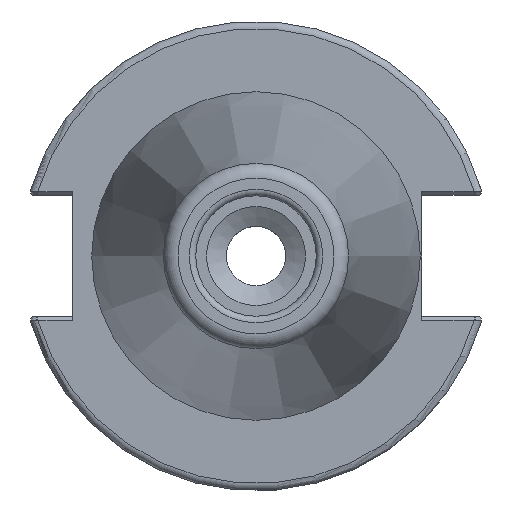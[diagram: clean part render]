
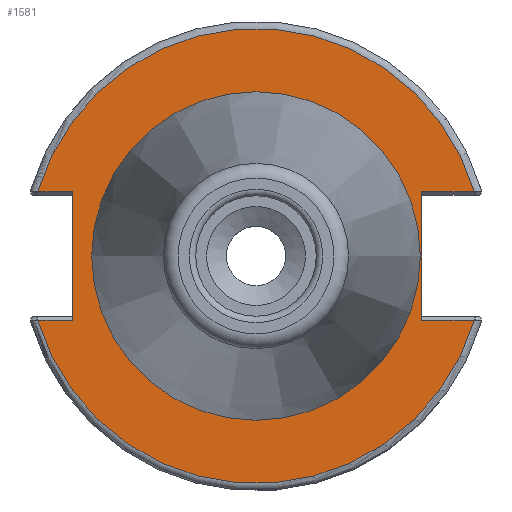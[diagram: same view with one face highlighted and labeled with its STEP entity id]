
A CAD part, left-side view. The second image highlights one B-rep face of the part: STEP entity #1581.
In plain terms, the highlighted planar face has unit normal (-1, 0, 0).
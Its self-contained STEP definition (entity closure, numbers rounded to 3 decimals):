
#66=FACE_BOUND('',#317,.T.);
#75=PLANE('',#1727);
#142=CIRCLE('',#1726,30.775);
#143=CIRCLE('',#1728,30.775);
#144=CIRCLE('',#1729,22.225);
#145=CIRCLE('',#1730,22.225);
#224=FACE_OUTER_BOUND('',#316,.T.);
#316=EDGE_LOOP('',(#1172,#1173,#1174,#1175,#1176,#1177,#1178,#1179));
#317=EDGE_LOOP('',(#1180,#1181));
#403=LINE('',#2523,#502);
#405=LINE('',#2591,#504);
#406=LINE('',#2593,#505);
#407=LINE('',#2597,#506);
#408=LINE('',#2599,#507);
#409=LINE('',#2600,#508);
#502=VECTOR('',#1951,10.);
#504=VECTOR('',#1969,10.);
#505=VECTOR('',#1970,10.);
#506=VECTOR('',#1973,10.);
#507=VECTOR('',#1974,10.);
#508=VECTOR('',#1975,10.);
#672=VERTEX_POINT('',#2516);
#675=VERTEX_POINT('',#2521);
#681=VERTEX_POINT('',#2569);
#683=VERTEX_POINT('',#2590);
#684=VERTEX_POINT('',#2592);
#685=VERTEX_POINT('',#2594);
#686=VERTEX_POINT('',#2596);
#687=VERTEX_POINT('',#2598);
#688=VERTEX_POINT('',#2601);
#689=VERTEX_POINT('',#2602);
#856=EDGE_CURVE('',#675,#672,#403,.T.);
#866=EDGE_CURVE('',#672,#681,#142,.T.);
#869=EDGE_CURVE('',#675,#683,#405,.T.);
#870=EDGE_CURVE('',#684,#683,#406,.T.);
#871=EDGE_CURVE('',#685,#684,#143,.T.);
#872=EDGE_CURVE('',#686,#685,#407,.T.);
#873=EDGE_CURVE('',#686,#687,#408,.T.);
#874=EDGE_CURVE('',#681,#687,#409,.T.);
#875=EDGE_CURVE('',#688,#689,#144,.T.);
#876=EDGE_CURVE('',#689,#688,#145,.T.);
#1172=ORIENTED_EDGE('',*,*,#856,.F.);
#1173=ORIENTED_EDGE('',*,*,#869,.T.);
#1174=ORIENTED_EDGE('',*,*,#870,.F.);
#1175=ORIENTED_EDGE('',*,*,#871,.F.);
#1176=ORIENTED_EDGE('',*,*,#872,.F.);
#1177=ORIENTED_EDGE('',*,*,#873,.T.);
#1178=ORIENTED_EDGE('',*,*,#874,.F.);
#1179=ORIENTED_EDGE('',*,*,#866,.F.);
#1180=ORIENTED_EDGE('',*,*,#875,.T.);
#1181=ORIENTED_EDGE('',*,*,#876,.T.);
#1581=ADVANCED_FACE('',(#224,#66),#75,.T.);
#1726=AXIS2_PLACEMENT_3D('',#2570,#1965,#1966);
#1727=AXIS2_PLACEMENT_3D('',#2589,#1967,#1968);
#1728=AXIS2_PLACEMENT_3D('',#2595,#1971,#1972);
#1729=AXIS2_PLACEMENT_3D('',#2603,#1976,#1977);
#1730=AXIS2_PLACEMENT_3D('',#2604,#1978,#1979);
#1951=DIRECTION('',(0.,-1.,0.));
#1965=DIRECTION('center_axis',(1.,0.,0.));
#1966=DIRECTION('ref_axis',(0.,0.,-1.));
#1967=DIRECTION('center_axis',(-1.,0.,0.));
#1968=DIRECTION('ref_axis',(0.,0.,1.));
#1969=DIRECTION('',(0.,0.,1.));
#1970=DIRECTION('',(0.,1.,0.));
#1971=DIRECTION('center_axis',(1.,0.,0.));
#1972=DIRECTION('ref_axis',(0.,0.,-1.));
#1973=DIRECTION('',(0.,1.,0.));
#1974=DIRECTION('',(0.,0.,-1.));
#1975=DIRECTION('',(0.,-1.,0.));
#1976=DIRECTION('center_axis',(1.,0.,0.));
#1977=DIRECTION('ref_axis',(0.,0.,-1.));
#1978=DIRECTION('center_axis',(1.,0.,0.));
#1979=DIRECTION('ref_axis',(0.,0.,-1.));
#2516=CARTESIAN_POINT('',(3.175,-29.523,-8.69));
#2521=CARTESIAN_POINT('',(3.175,-22.41,-8.69));
#2523=CARTESIAN_POINT('',(3.175,-4.878,-8.69));
#2569=CARTESIAN_POINT('',(3.175,29.523,-8.69));
#2570=CARTESIAN_POINT('Origin',(3.175,0.,
0.));
#2589=CARTESIAN_POINT('Origin',(3.175,30.775,0.));
#2590=CARTESIAN_POINT('',(3.175,-22.41,8.69));
#2591=CARTESIAN_POINT('',(3.175,-22.41,-4.095));
#2592=CARTESIAN_POINT('',(3.175,-29.523,8.69));
#2593=CARTESIAN_POINT('',(3.175,4.182,8.69));
#2594=CARTESIAN_POINT('',(3.175,29.523,8.69));
#2595=CARTESIAN_POINT('Origin',(3.175,0.,
0.));
#2596=CARTESIAN_POINT('',(3.175,24.8,8.69));
#2597=CARTESIAN_POINT('',(3.175,32.958,8.69));
#2598=CARTESIAN_POINT('',(3.175,24.8,-8.69));
#2599=CARTESIAN_POINT('',(3.175,24.8,4.095));
#2600=CARTESIAN_POINT('',(3.175,27.788,-8.69));
#2601=CARTESIAN_POINT('',(3.175,22.225,0.));
#2602=CARTESIAN_POINT('',(3.175,-22.225,0.));
#2603=CARTESIAN_POINT('Origin',(3.175,0.,
0.));
#2604=CARTESIAN_POINT('Origin',(3.175,0.,
0.));
